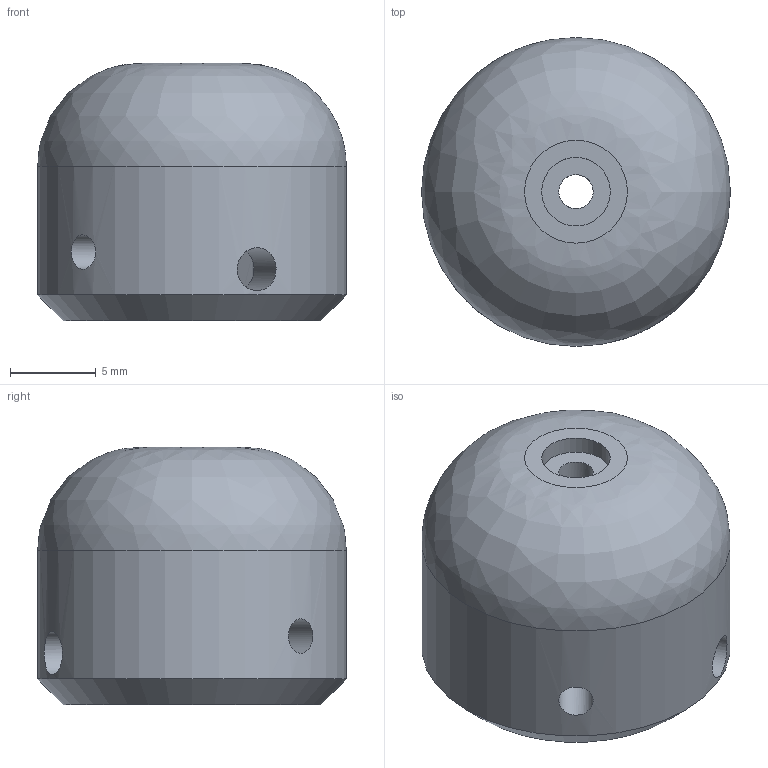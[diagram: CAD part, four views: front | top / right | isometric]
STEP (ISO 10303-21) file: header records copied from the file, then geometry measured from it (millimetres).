
FILE_DESCRIPTION(('STEP AP203'),'1');
FILE_NAME('te fixe.step','2017-06-22T11:38:55',(' '),(' '),'Spatial InterOp 3D',' ',' ');
FILE_SCHEMA(('CONFIG_CONTROL_DESIGN'));
Length unit declared in the file: millimetre
Products named in the file (1): 1
Bounding box: 18 x 18 x 15 mm (x, y, z)
Volume: 2561.1 mm3; surface area: 1521.1 mm2
Topology: 1 solids, 1 shells, 16 faces, 33 edges, 21 vertices
Faces by surface type: cylinder 9, plane 4, cone 2, bspline 1
Full cylindrical faces by diameter (mm): 2 x3, 2.5 x2, 4 x1, 5 x1, 12 x1, 18 x1
Entity records: 703 total; most frequent: CARTESIAN_POINT 360, DIRECTION 56, EDGE_LOOP 40, ORIENTED_EDGE 40, AXIS2_PLACEMENT_3D 28, FACE_OUTER_BOUND 26, EDGE_CURVE 20, VERTEX_POINT 20
